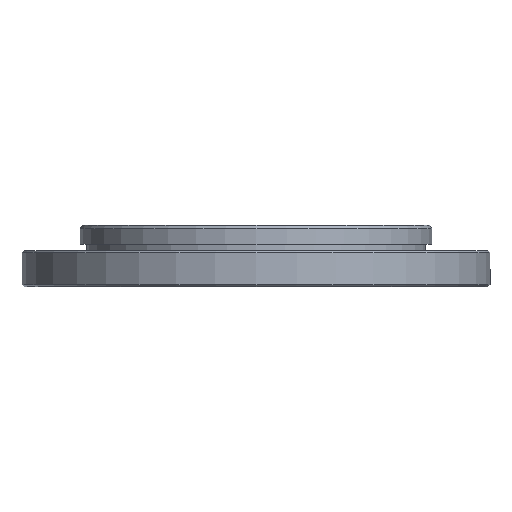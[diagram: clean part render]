
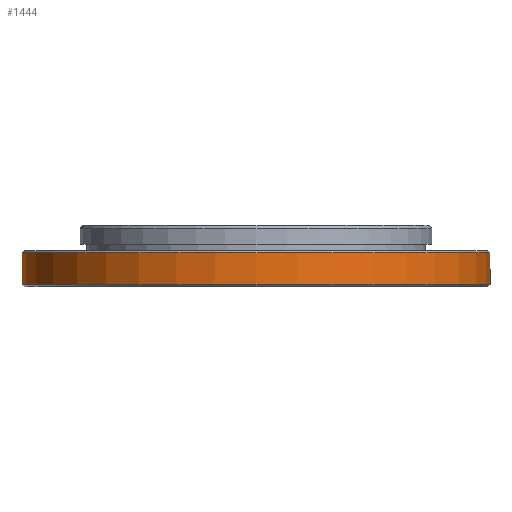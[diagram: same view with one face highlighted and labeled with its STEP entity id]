
A CAD part, front view. The second image highlights one B-rep face of the part: STEP entity #1444.
In plain terms, the highlighted cylindrical face has radius 27.94 mm (diameter 55.88 mm), a partial arc.
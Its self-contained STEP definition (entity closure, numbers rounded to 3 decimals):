
#229 = AXIS2_PLACEMENT_3D ( 'NONE', #18207, #9000, #19799 ) ;
#283 = ORIENTED_EDGE ( 'NONE', *, *, #6969, .F. ) ;
#1444 = ADVANCED_FACE ( 'NONE', ( #17897 ), #20113, .T. ) ;
#1538 = CIRCLE ( 'NONE', #229, 27.94 ) ;
#1564 = VECTOR ( 'NONE', #4920, 1000. ) ;
#2401 = VERTEX_POINT ( 'NONE', #9915 ) ;
#2418 = DIRECTION ( 'NONE',  ( 0., 0., 1. ) ) ;
#3361 = LINE ( 'NONE', #17843, #6967 ) ;
#4920 = DIRECTION ( 'NONE',  ( 0., 0., 1. ) ) ;
#5138 = EDGE_CURVE ( 'NONE', #19737, #7946, #3361, .T. ) ;
#6228 = LINE ( 'NONE', #12651, #1564 ) ;
#6716 = EDGE_CURVE ( 'NONE', #19737, #2401, #9390, .T. ) ;
#6778 = CARTESIAN_POINT ( 'NONE',  ( 19.665, 29.372, 39.95 ) ) ;
#6967 = VECTOR ( 'NONE', #2418, 1000. ) ;
#6969 = EDGE_CURVE ( 'NONE', #7946, #11371, #1538, .T. ) ;
#7347 = ORIENTED_EDGE ( 'NONE', *, *, #5138, .F. ) ;
#7938 = CARTESIAN_POINT ( 'NONE',  ( 19.665, 29.372, 47.062 ) ) ;
#7946 = VERTEX_POINT ( 'NONE', #14769 ) ;
#8346 = DIRECTION ( 'NONE',  ( 1., 0., 0. ) ) ;
#9000 = DIRECTION ( 'NONE',  ( 0., 0., 1. ) ) ;
#9093 = EDGE_CURVE ( 'NONE', #2401, #11371, #6228, .T. ) ;
#9390 = CIRCLE ( 'NONE', #15564, 27.94 ) ;
#9915 = CARTESIAN_POINT ( 'NONE',  ( 47.605, 29.372, 39.95 ) ) ;
#10186 = ORIENTED_EDGE ( 'NONE', *, *, #6716, .T. ) ;
#11371 = VERTEX_POINT ( 'NONE', #15707 ) ;
#11406 = ORIENTED_EDGE ( 'NONE', *, *, #9093, .T. ) ;
#11449 = AXIS2_PLACEMENT_3D ( 'NONE', #7938, #18740, #15693 ) ;
#12651 = CARTESIAN_POINT ( 'NONE',  ( 47.605, 29.372, 47.062 ) ) ;
#14769 = CARTESIAN_POINT ( 'NONE',  ( -8.275, 29.372, 43.76 ) ) ;
#15564 = AXIS2_PLACEMENT_3D ( 'NONE', #6778, #17568, #8346 ) ;
#15693 = DIRECTION ( 'NONE',  ( 1., 0., 0. ) ) ;
#15707 = CARTESIAN_POINT ( 'NONE',  ( 47.605, 29.372, 43.76 ) ) ;
#16125 = EDGE_LOOP ( 'NONE', ( #7347, #10186, #11406, #283 ) ) ;
#17568 = DIRECTION ( 'NONE',  ( 0., 0., 1. ) ) ;
#17843 = CARTESIAN_POINT ( 'NONE',  ( -8.275, 29.372, 47.062 ) ) ;
#17897 = FACE_OUTER_BOUND ( 'NONE', #16125, .T. ) ;
#18207 = CARTESIAN_POINT ( 'NONE',  ( 19.665, 29.372, 43.76 ) ) ;
#18740 = DIRECTION ( 'NONE',  ( 0., 0., 1. ) ) ;
#19363 = CARTESIAN_POINT ( 'NONE',  ( -8.275, 29.372, 39.95 ) ) ;
#19737 = VERTEX_POINT ( 'NONE', #19363 ) ;
#19799 = DIRECTION ( 'NONE',  ( 1., 0., 0. ) ) ;
#20113 = CYLINDRICAL_SURFACE ( 'NONE', #11449, 27.94 ) ;
